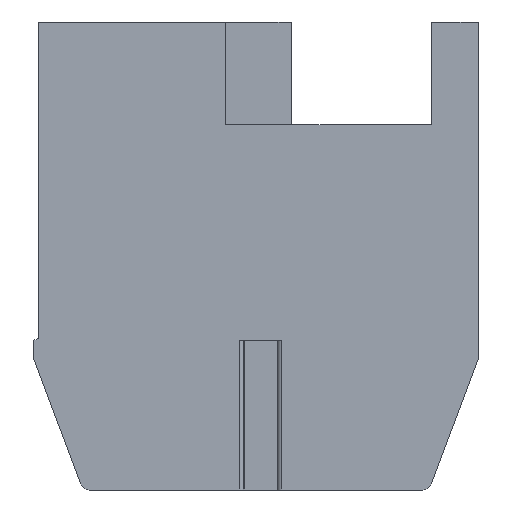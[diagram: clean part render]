
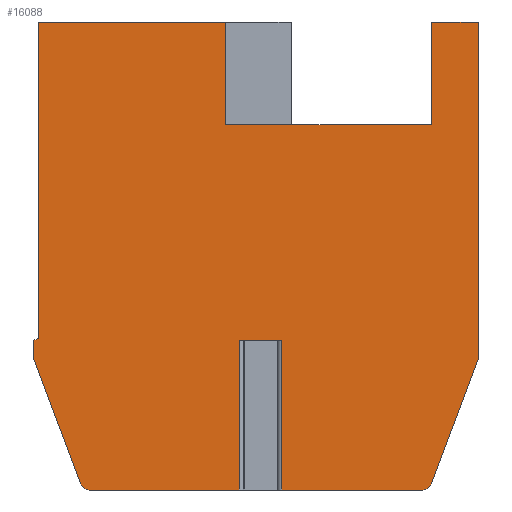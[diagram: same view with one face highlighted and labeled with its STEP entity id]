
A CAD part, front view. The second image highlights one B-rep face of the part: STEP entity #16088.
In plain terms, the highlighted planar face has unit normal (0, -1, 0).
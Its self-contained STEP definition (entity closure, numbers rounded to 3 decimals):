
#1=DIRECTION('',(1.,0.,0.));
#2=VECTOR('',#1,0.906);
#3=CARTESIAN_POINT('',(4.297,0.,-6.8));
#4=LINE('',#3,#2);
#5=DIRECTION('',(0.,0.,-1.));
#6=VECTOR('',#5,3.2);
#7=CARTESIAN_POINT('',(4.297,0.,-6.8));
#8=LINE('',#7,#6);
#9=DIRECTION('',(-1.,0.,0.));
#10=VECTOR('',#9,3.208);
#11=CARTESIAN_POINT('',(4.297,0.,-10.));
#12=LINE('',#11,#10);
#13=CARTESIAN_POINT('',(1.089,0.,-9.8));
#14=DIRECTION('',(0.,1.,0.));
#15=DIRECTION('',(0.,0.,-1.));
#16=AXIS2_PLACEMENT_3D('',#13,#14,#15);
#18=DIRECTION('',(-0.351,0.,0.936));
#19=VECTOR('',#18,2.816);
#20=CARTESIAN_POINT('',(0.901,0.,-9.87));
#21=LINE('',#20,#19);
#22=CARTESIAN_POINT('',(0.1,0.,-7.164));
#23=DIRECTION('',(0.,1.,0.));
#24=DIRECTION('',(-0.936,0.,-0.351));
#25=AXIS2_PLACEMENT_3D('',#22,#23,#24);
#27=DIRECTION('',(0.,0.,1.));
#28=VECTOR('',#27,0.364);
#29=CARTESIAN_POINT('',(-0.1,0.,-7.164));
#30=LINE('',#29,#28);
#31=DIRECTION('',(0.928,0.,0.371));
#32=VECTOR('',#31,0.108);
#33=CARTESIAN_POINT('',(-0.1,0.,-6.8));
#34=LINE('',#33,#32);
#35=DIRECTION('',(0.,0.,1.));
#36=VECTOR('',#35,6.76);
#37=CARTESIAN_POINT('',(0.,0.,-6.76));
#38=LINE('',#37,#36);
#39=DIRECTION('',(1.,0.,0.));
#40=VECTOR('',#39,4.);
#41=CARTESIAN_POINT('',(0.,0.,0.));
#42=LINE('',#41,#40);
#43=DIRECTION('',(0.,0.,-1.));
#44=VECTOR('',#43,2.2);
#45=CARTESIAN_POINT('',(4.,0.,0.));
#46=LINE('',#45,#44);
#47=DIRECTION('',(0.,0.,1.));
#48=VECTOR('',#47,2.2);
#49=CARTESIAN_POINT('',(8.4,0.,-2.2));
#50=LINE('',#49,#48);
#51=DIRECTION('',(1.,0.,0.));
#52=VECTOR('',#51,1.);
#53=CARTESIAN_POINT('',(8.4,0.,0.));
#54=LINE('',#53,#52);
#55=DIRECTION('',(0.,0.,-1.));
#56=VECTOR('',#55,7.164);
#57=CARTESIAN_POINT('',(9.4,0.,0.));
#58=LINE('',#57,#56);
#59=CARTESIAN_POINT('',(9.2,0.,-7.164));
#60=DIRECTION('',(0.,1.,0.));
#61=DIRECTION('',(1.,0.,0.));
#62=AXIS2_PLACEMENT_3D('',#59,#60,#61);
#64=DIRECTION('',(-0.351,0.,-0.936));
#65=VECTOR('',#64,2.816);
#66=CARTESIAN_POINT('',(9.387,0.,-7.234));
#67=LINE('',#66,#65);
#68=CARTESIAN_POINT('',(8.211,0.,-9.8));
#69=DIRECTION('',(0.,1.,0.));
#70=DIRECTION('',(0.936,0.,-0.351));
#71=AXIS2_PLACEMENT_3D('',#68,#69,#70);
#73=DIRECTION('',(-1.,0.,0.));
#74=VECTOR('',#73,3.008);
#75=CARTESIAN_POINT('',(8.211,0.,-10.));
#76=LINE('',#75,#74);
#77=DIRECTION('',(0.,0.,-1.));
#78=VECTOR('',#77,3.2);
#79=CARTESIAN_POINT('',(5.203,0.,-6.8));
#80=LINE('',#79,#78);
#3969=DIRECTION('',(-1.,0.,0.));
#3970=VECTOR('',#3969,4.4);
#3971=CARTESIAN_POINT('',(8.4,0.,-2.2));
#3972=LINE('',#3971,#3970);
#12637=CARTESIAN_POINT('',(-0.087,0.,-7.234));
#12638=CARTESIAN_POINT('',(-0.1,0.,-7.164));
#12639=VERTEX_POINT('',#12637);
#12640=VERTEX_POINT('',#12638);
#12641=CARTESIAN_POINT('',(-0.1,0.,-6.8));
#12642=VERTEX_POINT('',#12641);
#12643=CARTESIAN_POINT('',(0.,0.,-6.76));
#12644=VERTEX_POINT('',#12643);
#12645=CARTESIAN_POINT('',(0.,0.,0.));
#12646=VERTEX_POINT('',#12645);
#12647=CARTESIAN_POINT('',(8.4,0.,-2.2));
#12648=CARTESIAN_POINT('',(8.4,0.,0.));
#12649=VERTEX_POINT('',#12647);
#12650=VERTEX_POINT('',#12648);
#12651=CARTESIAN_POINT('',(9.4,0.,0.));
#12652=VERTEX_POINT('',#12651);
#12653=CARTESIAN_POINT('',(9.4,0.,-7.164));
#12654=VERTEX_POINT('',#12653);
#12655=CARTESIAN_POINT('',(9.387,0.,-7.234));
#12656=VERTEX_POINT('',#12655);
#12657=CARTESIAN_POINT('',(8.399,0.,-9.87));
#12658=VERTEX_POINT('',#12657);
#12659=CARTESIAN_POINT('',(8.211,0.,-10.));
#12660=VERTEX_POINT('',#12659);
#12661=CARTESIAN_POINT('',(1.089,0.,-10.));
#12662=CARTESIAN_POINT('',(0.901,0.,-9.87));
#12663=VERTEX_POINT('',#12661);
#12664=VERTEX_POINT('',#12662);
#12877=CARTESIAN_POINT('',(4.,0.,0.));
#12878=CARTESIAN_POINT('',(4.,0.,-2.2));
#12879=VERTEX_POINT('',#12877);
#12880=VERTEX_POINT('',#12878);
#12901=CARTESIAN_POINT('',(4.297,0.,-6.8));
#12902=CARTESIAN_POINT('',(5.203,0.,-6.8));
#12903=VERTEX_POINT('',#12901);
#12904=VERTEX_POINT('',#12902);
#12905=CARTESIAN_POINT('',(4.297,0.,-10.));
#12906=VERTEX_POINT('',#12905);
#12907=CARTESIAN_POINT('',(5.203,0.,-10.));
#12908=VERTEX_POINT('',#12907);
#16041=CARTESIAN_POINT('',(0.,0.,0.));
#16042=DIRECTION('',(0.,1.,0.));
#16043=DIRECTION('',(1.,0.,0.));
#16044=AXIS2_PLACEMENT_3D('',#16041,#16042,#16043);
#16045=PLANE('',#16044);
#16047=ORIENTED_EDGE('',*,*,#16046,.F.);
#16049=ORIENTED_EDGE('',*,*,#16048,.T.);
#16051=ORIENTED_EDGE('',*,*,#16050,.T.);
#16053=ORIENTED_EDGE('',*,*,#16052,.T.);
#16055=ORIENTED_EDGE('',*,*,#16054,.T.);
#16057=ORIENTED_EDGE('',*,*,#16056,.T.);
#16059=ORIENTED_EDGE('',*,*,#16058,.T.);
#16061=ORIENTED_EDGE('',*,*,#16060,.T.);
#16063=ORIENTED_EDGE('',*,*,#16062,.T.);
#16065=ORIENTED_EDGE('',*,*,#16064,.T.);
#16067=ORIENTED_EDGE('',*,*,#16066,.T.);
#16069=ORIENTED_EDGE('',*,*,#16068,.F.);
#16071=ORIENTED_EDGE('',*,*,#16070,.T.);
#16073=ORIENTED_EDGE('',*,*,#16072,.T.);
#16075=ORIENTED_EDGE('',*,*,#16074,.T.);
#16077=ORIENTED_EDGE('',*,*,#16076,.T.);
#16079=ORIENTED_EDGE('',*,*,#16078,.T.);
#16081=ORIENTED_EDGE('',*,*,#16080,.T.);
#16083=ORIENTED_EDGE('',*,*,#16082,.T.);
#16085=ORIENTED_EDGE('',*,*,#16084,.F.);
#16086=EDGE_LOOP('',(#16047,#16049,#16051,#16053,#16055,#16057,#16059,#16061,
#16063,#16065,#16067,#16069,#16071,#16073,#16075,#16077,#16079,#16081,#16083,
#16085));
#16087=FACE_OUTER_BOUND('',#16086,.F.);
#16088=ADVANCED_FACE('',(#16087),#16045,.F.);
#17=CIRCLE('',#16,0.2);
#26=CIRCLE('',#25,0.2);
#63=CIRCLE('',#62,0.2);
#72=CIRCLE('',#71,0.2);
#16046=EDGE_CURVE('',#12903,#12904,#4,.T.);
#16048=EDGE_CURVE('',#12903,#12906,#8,.T.);
#16050=EDGE_CURVE('',#12906,#12663,#12,.T.);
#16052=EDGE_CURVE('',#12663,#12664,#17,.T.);
#16054=EDGE_CURVE('',#12664,#12639,#21,.T.);
#16056=EDGE_CURVE('',#12639,#12640,#26,.T.);
#16058=EDGE_CURVE('',#12640,#12642,#30,.T.);
#16060=EDGE_CURVE('',#12642,#12644,#34,.T.);
#16062=EDGE_CURVE('',#12644,#12646,#38,.T.);
#16064=EDGE_CURVE('',#12646,#12879,#42,.T.);
#16066=EDGE_CURVE('',#12879,#12880,#46,.T.);
#16068=EDGE_CURVE('',#12649,#12880,#3972,.T.);
#16070=EDGE_CURVE('',#12649,#12650,#50,.T.);
#16072=EDGE_CURVE('',#12650,#12652,#54,.T.);
#16074=EDGE_CURVE('',#12652,#12654,#58,.T.);
#16076=EDGE_CURVE('',#12654,#12656,#63,.T.);
#16078=EDGE_CURVE('',#12656,#12658,#67,.T.);
#16080=EDGE_CURVE('',#12658,#12660,#72,.T.);
#16082=EDGE_CURVE('',#12660,#12908,#76,.T.);
#16084=EDGE_CURVE('',#12904,#12908,#80,.T.);
